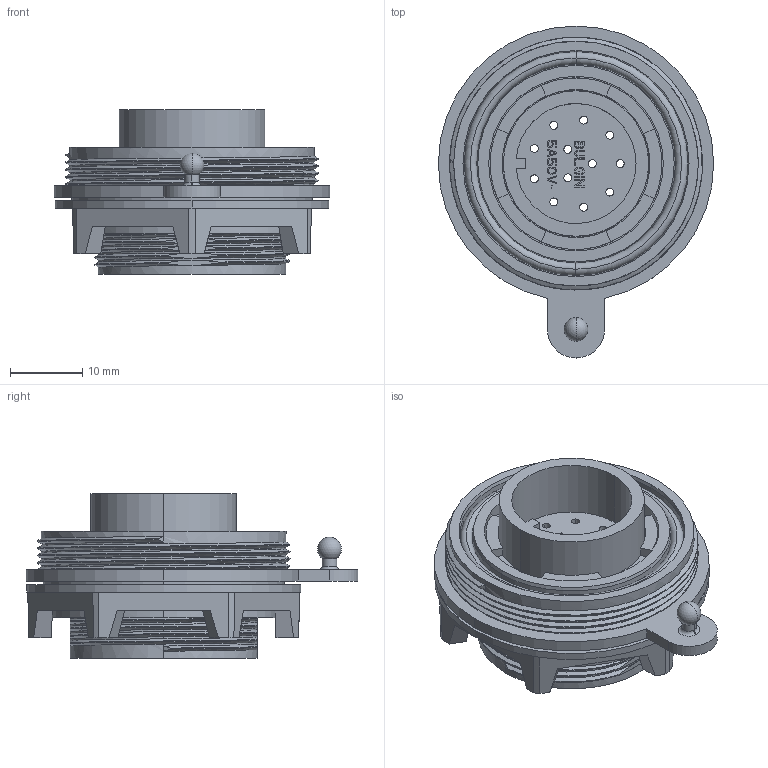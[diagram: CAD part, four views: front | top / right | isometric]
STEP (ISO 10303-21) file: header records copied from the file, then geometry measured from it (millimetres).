
FILE_DESCRIPTION(('STEP AP242'),'1');
FILE_NAME('px0796_p.stp','2023-03-13T09:12:57',('TraceParts'),('TraceParts S.A.'),'Spatial InterOp 3D',' ',' ');
FILE_SCHEMA(('AP242_MANAGED_MODEL_BASED_3D_ENGINEERING_MIM_LF {1 0 10303 442 1 1 4}'));
Length unit declared in the file: millimetre
Products named in the file (1): px0796_p_1
Bounding box: 38.1 x 45.94 x 22.83 mm (x, y, z)
Volume: 10985.5 mm3; surface area: 13057.5 mm2
Topology: 2 solids, 9 shells, 1353 faces, 3678 edges, 2396 vertices
Faces by surface type: plane 1010, cylinder 174, cone 113, bspline 42, torus 12, sphere 2
Entity records: 46760 total; most frequent: CARTESIAN_POINT 12822, ORIENTED_EDGE 7352, DIRECTION 6556, EDGE_CURVE 3676, LINE 2658, VECTOR 2658, VERTEX_POINT 2396, AXIS2_PLACEMENT_3D 1949
